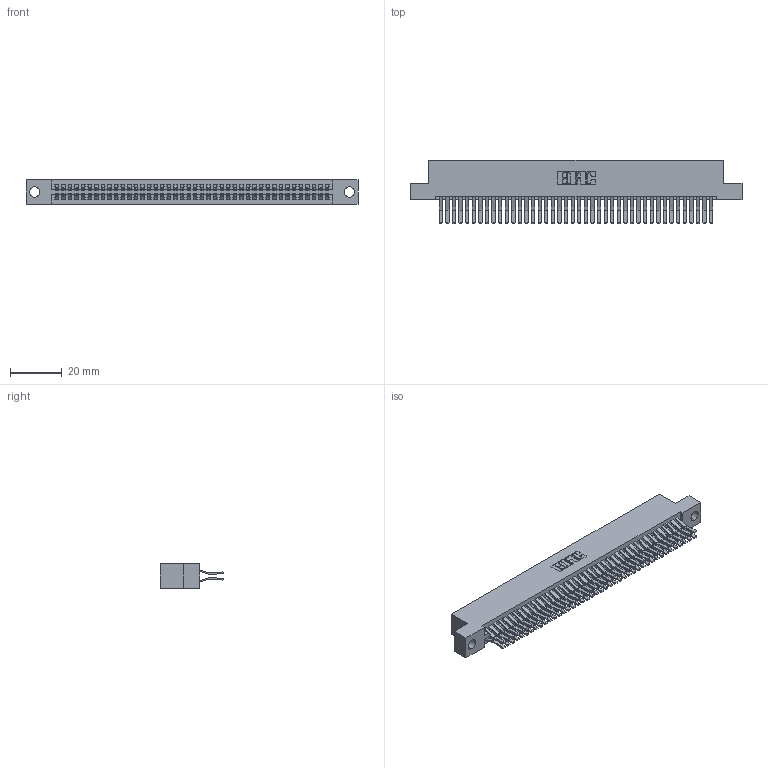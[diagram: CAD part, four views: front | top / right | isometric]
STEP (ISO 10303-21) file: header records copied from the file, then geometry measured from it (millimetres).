
FILE_DESCRIPTION (( 'STEP AP203' ), '1' );
FILE_NAME ('395-084-560-204.STEP', '2021-06-17T08:37:09', ( '' ), ( '' ), 'SwSTEP 2.0', 'SolidWorks 2020', '' );
FILE_SCHEMA (( 'CONFIG_CONTROL_DESIGN' ));
Length unit declared in the file: inch
Products named in the file (3): 345 Part_Flush Mounting Lugs - 0.156 Dia-TI; 345-292-001_560 Tail; 395-084-560-204
Assembly tree (85 placements, depth 2):
  395-084-560-204
    345 Part_Flush Mounting Lugs - 0.156 Dia-TI
    345-292-001_560 Tail  x84
Bounding box: 127.89 x 24.45 x 9.4 mm (x, y, z)
Volume: 12867.9 mm3; surface area: 20288.6 mm2
Topology: 85 solids, 85 shells, 4508 faces, 13397 edges, 8818 vertices
Faces by surface type: plane 2866, cylinder 1642
Entity records: 33461 total; most frequent: CARTESIAN_POINT 5614, ORIENTED_EDGE 5546, DIRECTION 4953, EDGE_CURVE 2773, VECTOR 2469, LINE 2469, VERTEX_POINT 1846, AXIS2_PLACEMENT_3D 1242
